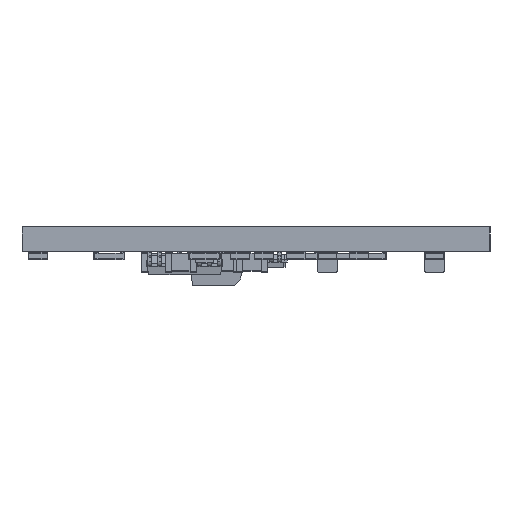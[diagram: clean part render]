
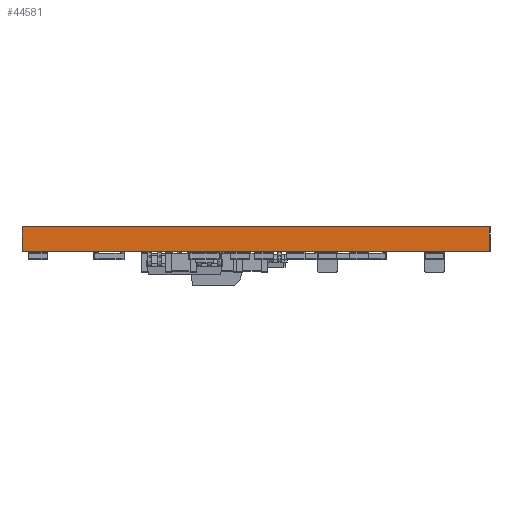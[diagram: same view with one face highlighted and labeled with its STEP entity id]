
A CAD part, left-side view. The second image highlights one B-rep face of the part: STEP entity #44581.
In plain terms, the highlighted planar face has unit normal (-1, 0, 0).
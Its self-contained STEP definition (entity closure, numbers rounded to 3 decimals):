
#44400 = PLANE('',#44401);
#44401 = AXIS2_PLACEMENT_3D('',#44402,#44403,#44404);
#44402 = CARTESIAN_POINT('',(65.786,-25.146,0.));
#44403 = DIRECTION('',(0.,-1.,0.));
#44404 = DIRECTION('',(-1.,0.,0.));
#44425 = VERTEX_POINT('',#44426);
#44426 = CARTESIAN_POINT('',(-4.826,-25.146,1.6));
#44440 = PLANE('',#44441);
#44441 = AXIS2_PLACEMENT_3D('',#44442,#44443,#44444);
#44442 = CARTESIAN_POINT('',(30.48,-10.16,1.6));
#44443 = DIRECTION('',(-0.,-0.,-1.));
#44444 = DIRECTION('',(-1.,0.,0.));
#44452 = EDGE_CURVE('',#44453,#44425,#44455,.T.);
#44453 = VERTEX_POINT('',#44454);
#44454 = CARTESIAN_POINT('',(-4.826,-25.146,0.));
#44455 = SURFACE_CURVE('',#44456,(#44460,#44467),.PCURVE_S1.);
#44456 = LINE('',#44457,#44458);
#44457 = CARTESIAN_POINT('',(-4.826,-25.146,0.));
#44458 = VECTOR('',#44459,1.);
#44459 = DIRECTION('',(0.,0.,1.));
#44460 = PCURVE('',#44400,#44461);
#44461 = DEFINITIONAL_REPRESENTATION('',(#44462),#44466);
#44462 = LINE('',#44463,#44464);
#44463 = CARTESIAN_POINT('',(70.612,0.));
#44464 = VECTOR('',#44465,1.);
#44465 = DIRECTION('',(0.,-1.));
#44466 = ( GEOMETRIC_REPRESENTATION_CONTEXT(2) 
PARAMETRIC_REPRESENTATION_CONTEXT() REPRESENTATION_CONTEXT('2D SPACE',''
  ) );
#44467 = PCURVE('',#44468,#44473);
#44468 = PLANE('',#44469);
#44469 = AXIS2_PLACEMENT_3D('',#44470,#44471,#44472);
#44470 = CARTESIAN_POINT('',(-4.826,-25.146,0.));
#44471 = DIRECTION('',(-1.,0.,0.));
#44472 = DIRECTION('',(0.,1.,0.));
#44473 = DEFINITIONAL_REPRESENTATION('',(#44474),#44478);
#44474 = LINE('',#44475,#44476);
#44475 = CARTESIAN_POINT('',(0.,0.));
#44476 = VECTOR('',#44477,1.);
#44477 = DIRECTION('',(0.,-1.));
#44478 = ( GEOMETRIC_REPRESENTATION_CONTEXT(2) 
PARAMETRIC_REPRESENTATION_CONTEXT() REPRESENTATION_CONTEXT('2D SPACE',''
  ) );
#44494 = PLANE('',#44495);
#44495 = AXIS2_PLACEMENT_3D('',#44496,#44497,#44498);
#44496 = CARTESIAN_POINT('',(30.48,-10.16,0.));
#44497 = DIRECTION('',(-0.,-0.,-1.));
#44498 = DIRECTION('',(-1.,0.,0.));
#44527 = PLANE('',#44528);
#44528 = AXIS2_PLACEMENT_3D('',#44529,#44530,#44531);
#44529 = CARTESIAN_POINT('',(-4.826,4.826,0.));
#44530 = DIRECTION('',(0.,1.,0.));
#44531 = DIRECTION('',(1.,0.,0.));
#44581 = ADVANCED_FACE('',(#44582),#44468,.T.);
#44582 = FACE_BOUND('',#44583,.T.);
#44583 = EDGE_LOOP('',(#44584,#44585,#44608,#44631));
#44584 = ORIENTED_EDGE('',*,*,#44452,.T.);
#44585 = ORIENTED_EDGE('',*,*,#44586,.T.);
#44586 = EDGE_CURVE('',#44425,#44587,#44589,.T.);
#44587 = VERTEX_POINT('',#44588);
#44588 = CARTESIAN_POINT('',(-4.826,4.826,1.6));
#44589 = SURFACE_CURVE('',#44590,(#44594,#44601),.PCURVE_S1.);
#44590 = LINE('',#44591,#44592);
#44591 = CARTESIAN_POINT('',(-4.826,-25.146,1.6));
#44592 = VECTOR('',#44593,1.);
#44593 = DIRECTION('',(0.,1.,0.));
#44594 = PCURVE('',#44468,#44595);
#44595 = DEFINITIONAL_REPRESENTATION('',(#44596),#44600);
#44596 = LINE('',#44597,#44598);
#44597 = CARTESIAN_POINT('',(0.,-1.6));
#44598 = VECTOR('',#44599,1.);
#44599 = DIRECTION('',(1.,0.));
#44600 = ( GEOMETRIC_REPRESENTATION_CONTEXT(2) 
PARAMETRIC_REPRESENTATION_CONTEXT() REPRESENTATION_CONTEXT('2D SPACE',''
  ) );
#44601 = PCURVE('',#44440,#44602);
#44602 = DEFINITIONAL_REPRESENTATION('',(#44603),#44607);
#44603 = LINE('',#44604,#44605);
#44604 = CARTESIAN_POINT('',(35.306,-14.986));
#44605 = VECTOR('',#44606,1.);
#44606 = DIRECTION('',(0.,1.));
#44607 = ( GEOMETRIC_REPRESENTATION_CONTEXT(2) 
PARAMETRIC_REPRESENTATION_CONTEXT() REPRESENTATION_CONTEXT('2D SPACE',''
  ) );
#44608 = ORIENTED_EDGE('',*,*,#44609,.F.);
#44609 = EDGE_CURVE('',#44610,#44587,#44612,.T.);
#44610 = VERTEX_POINT('',#44611);
#44611 = CARTESIAN_POINT('',(-4.826,4.826,0.));
#44612 = SURFACE_CURVE('',#44613,(#44617,#44624),.PCURVE_S1.);
#44613 = LINE('',#44614,#44615);
#44614 = CARTESIAN_POINT('',(-4.826,4.826,0.));
#44615 = VECTOR('',#44616,1.);
#44616 = DIRECTION('',(0.,0.,1.));
#44617 = PCURVE('',#44468,#44618);
#44618 = DEFINITIONAL_REPRESENTATION('',(#44619),#44623);
#44619 = LINE('',#44620,#44621);
#44620 = CARTESIAN_POINT('',(29.972,0.));
#44621 = VECTOR('',#44622,1.);
#44622 = DIRECTION('',(0.,-1.));
#44623 = ( GEOMETRIC_REPRESENTATION_CONTEXT(2) 
PARAMETRIC_REPRESENTATION_CONTEXT() REPRESENTATION_CONTEXT('2D SPACE',''
  ) );
#44624 = PCURVE('',#44527,#44625);
#44625 = DEFINITIONAL_REPRESENTATION('',(#44626),#44630);
#44626 = LINE('',#44627,#44628);
#44627 = CARTESIAN_POINT('',(0.,0.));
#44628 = VECTOR('',#44629,1.);
#44629 = DIRECTION('',(0.,-1.));
#44630 = ( GEOMETRIC_REPRESENTATION_CONTEXT(2) 
PARAMETRIC_REPRESENTATION_CONTEXT() REPRESENTATION_CONTEXT('2D SPACE',''
  ) );
#44631 = ORIENTED_EDGE('',*,*,#44632,.F.);
#44632 = EDGE_CURVE('',#44453,#44610,#44633,.T.);
#44633 = SURFACE_CURVE('',#44634,(#44638,#44645),.PCURVE_S1.);
#44634 = LINE('',#44635,#44636);
#44635 = CARTESIAN_POINT('',(-4.826,-25.146,0.));
#44636 = VECTOR('',#44637,1.);
#44637 = DIRECTION('',(0.,1.,0.));
#44638 = PCURVE('',#44468,#44639);
#44639 = DEFINITIONAL_REPRESENTATION('',(#44640),#44644);
#44640 = LINE('',#44641,#44642);
#44641 = CARTESIAN_POINT('',(0.,0.));
#44642 = VECTOR('',#44643,1.);
#44643 = DIRECTION('',(1.,0.));
#44644 = ( GEOMETRIC_REPRESENTATION_CONTEXT(2) 
PARAMETRIC_REPRESENTATION_CONTEXT() REPRESENTATION_CONTEXT('2D SPACE',''
  ) );
#44645 = PCURVE('',#44494,#44646);
#44646 = DEFINITIONAL_REPRESENTATION('',(#44647),#44651);
#44647 = LINE('',#44648,#44649);
#44648 = CARTESIAN_POINT('',(35.306,-14.986));
#44649 = VECTOR('',#44650,1.);
#44650 = DIRECTION('',(0.,1.));
#44651 = ( GEOMETRIC_REPRESENTATION_CONTEXT(2) 
PARAMETRIC_REPRESENTATION_CONTEXT() REPRESENTATION_CONTEXT('2D SPACE',''
  ) );
